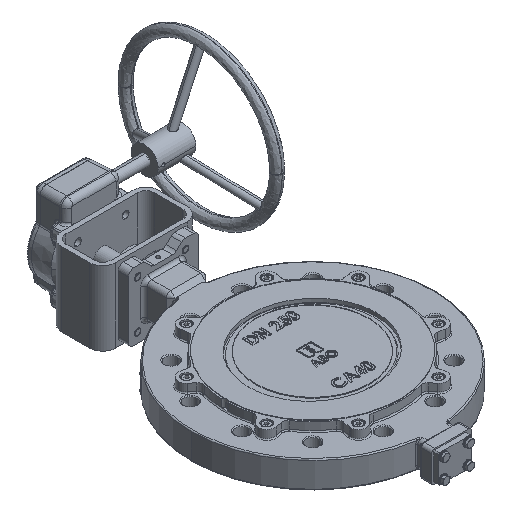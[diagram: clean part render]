
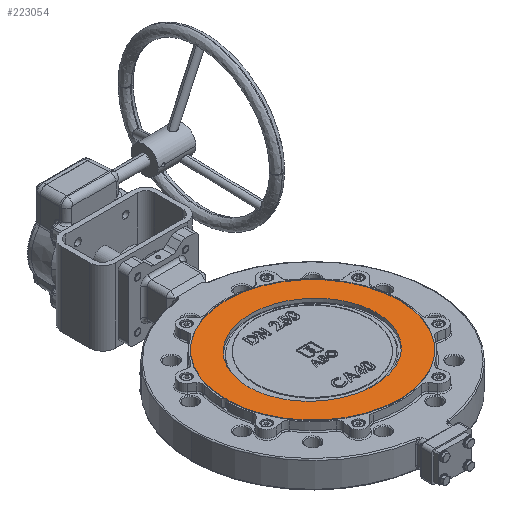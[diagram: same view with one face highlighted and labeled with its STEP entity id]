
A CAD part, isometric view. The second image highlights one B-rep face of the part: STEP entity #223054.
In plain terms, the highlighted planar face has unit normal (0, 0, 1).
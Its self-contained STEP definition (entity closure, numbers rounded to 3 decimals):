
#420 = EDGE_CURVE ( 'NONE', #217389, #23897, #22481, .T. ) ;
#6814 = EDGE_LOOP ( 'NONE', ( #120612, #277802 ) ) ;
#16906 = CIRCLE ( 'NONE', #140590, 7. ) ;
#22481 =( BOUNDED_CURVE ( )  B_SPLINE_CURVE ( 3, ( #35079, #214099, #152799, #172183 ),
 .UNSPECIFIED., .F., .F. ) 
 B_SPLINE_CURVE_WITH_KNOTS ( ( 4, 4 ),
 ( 3.142, 6.283 ),
 .UNSPECIFIED. ) 
 CURVE ( )  GEOMETRIC_REPRESENTATION_ITEM ( )  RATIONAL_B_SPLINE_CURVE ( ( 1., 0.333, 0.333, 1. ) ) 
 REPRESENTATION_ITEM ( '' )  );
#23567 = CARTESIAN_POINT ( 'NONE',  ( -119.46, 0., 42. ) ) ;
#23897 = VERTEX_POINT ( 'NONE', #224348 ) ;
#35079 = CARTESIAN_POINT ( 'NONE',  ( 118.19, 0., 42. ) ) ;
#39951 = CARTESIAN_POINT ( 'NONE',  ( 118.19, 0., 42. ) ) ;
#47570 = PLANE ( 'NONE',  #118489 ) ;
#52980 = CARTESIAN_POINT ( 'NONE',  ( -159.961, 3.54, 42. ) ) ;
#65040 = CARTESIAN_POINT ( 'NONE',  ( 118.19, 0., 42. ) ) ;
#65916 = CARTESIAN_POINT ( 'NONE',  ( 0., 0., 42. ) ) ;
#68564 = FACE_BOUND ( 'NONE', #173890, .T. ) ;
#74346 = CIRCLE ( 'NONE', #259815, 160. ) ;
#75119 = EDGE_CURVE ( 'NONE', #212549, #174001, #74346, .T. ) ;
#87599 = EDGE_CURVE ( 'NONE', #23897, #217389, #92075, .T. ) ;
#92075 =( BOUNDED_CURVE ( )  B_SPLINE_CURVE ( 3, ( #23567, #114514, #205474, #39951 ),
 .UNSPECIFIED., .F., .F. ) 
 B_SPLINE_CURVE_WITH_KNOTS ( ( 4, 4 ),
 ( 0., 3.142 ),
 .UNSPECIFIED. ) 
 CURVE ( )  GEOMETRIC_REPRESENTATION_ITEM ( )  RATIONAL_B_SPLINE_CURVE ( ( 1., 0.333, 0.333, 1. ) ) 
 REPRESENTATION_ITEM ( '' )  );
#98833 = DIRECTION ( 'NONE',  ( -1., 0., 0. ) ) ;
#114514 = CARTESIAN_POINT ( 'NONE',  ( -119.46, 228.97, 42. ) ) ;
#118489 = AXIS2_PLACEMENT_3D ( 'NONE', #135608, #226506, #230948 ) ;
#120612 = ORIENTED_EDGE ( 'NONE', *, *, #75119, .F. ) ;
#121256 = DIRECTION ( 'NONE',  ( 0., 0., 1. ) ) ;
#135608 = CARTESIAN_POINT ( 'NONE',  ( 0., 160., 42. ) ) ;
#140590 = AXIS2_PLACEMENT_3D ( 'NONE', #186804, #121256, #98833 ) ;
#152799 = CARTESIAN_POINT ( 'NONE',  ( -119.46, -228.97, 42. ) ) ;
#162095 = ORIENTED_EDGE ( 'NONE', *, *, #420, .T. ) ;
#169293 = CARTESIAN_POINT ( 'NONE',  ( -159.961, -3.54, 42. ) ) ;
#172183 = CARTESIAN_POINT ( 'NONE',  ( -119.46, 0., 42. ) ) ;
#173890 = EDGE_LOOP ( 'NONE', ( #227204, #162095 ) ) ;
#174001 = VERTEX_POINT ( 'NONE', #169293 ) ;
#186804 = CARTESIAN_POINT ( 'NONE',  ( -166., 0., 42. ) ) ;
#200029 = DIRECTION ( 'NONE',  ( -1., 0., 0. ) ) ;
#200845 = EDGE_CURVE ( 'NONE', #174001, #212549, #16906, .T. ) ;
#203045 = DIRECTION ( 'NONE',  ( 0., 0., -1. ) ) ;
#205474 = CARTESIAN_POINT ( 'NONE',  ( 118.19, 228.97, 42. ) ) ;
#212549 = VERTEX_POINT ( 'NONE', #52980 ) ;
#214099 = CARTESIAN_POINT ( 'NONE',  ( 118.19, -228.97, 42. ) ) ;
#217389 = VERTEX_POINT ( 'NONE', #65040 ) ;
#223054 = ADVANCED_FACE ( 'NONE', ( #68564, #295172 ), #47570, .F. ) ;
#224348 = CARTESIAN_POINT ( 'NONE',  ( -119.46, 0., 42. ) ) ;
#226506 = DIRECTION ( 'NONE',  ( 0., 0., -1. ) ) ;
#227204 = ORIENTED_EDGE ( 'NONE', *, *, #87599, .T. ) ;
#230948 = DIRECTION ( 'NONE',  ( -1., 0., 0. ) ) ;
#259815 = AXIS2_PLACEMENT_3D ( 'NONE', #65916, #203045, #200029 ) ;
#277802 = ORIENTED_EDGE ( 'NONE', *, *, #200845, .F. ) ;
#295172 = FACE_OUTER_BOUND ( 'NONE', #6814, .T. ) ;
